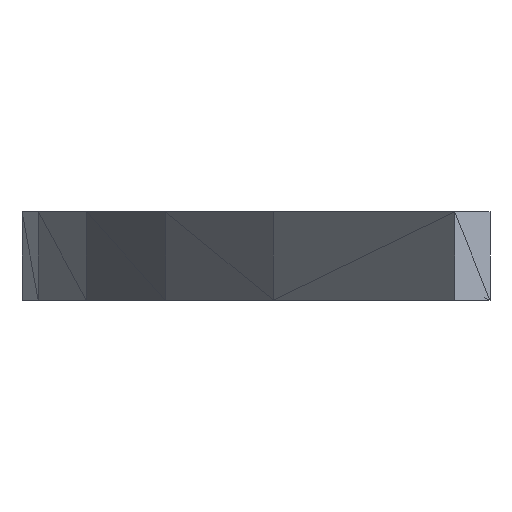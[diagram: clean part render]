
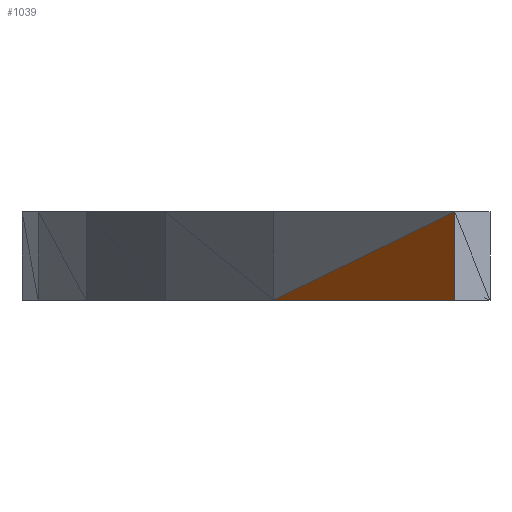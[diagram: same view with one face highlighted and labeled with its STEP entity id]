
A CAD part, left-side view. The second image highlights one B-rep face of the part: STEP entity #1039.
In plain terms, the highlighted planar face has unit normal (-0.595, 0.804, 0).
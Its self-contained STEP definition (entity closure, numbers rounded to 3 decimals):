
#25=FACE_OUTER_BOUND('',#117,.T.);
#117=EDGE_LOOP('',(#691,#692,#693));
#200=LINE('',#1563,#338);
#218=LINE('',#1599,#356);
#219=LINE('',#1601,#357);
#338=VECTOR('',#1238,10.);
#356=VECTOR('',#1274,10.);
#357=VECTOR('',#1277,10.);
#475=VERTEX_POINT('',#1559);
#477=VERTEX_POINT('',#1562);
#486=VERTEX_POINT('',#1597);
#524=EDGE_CURVE('',#477,#475,#200,.T.);
#542=EDGE_CURVE('',#477,#486,#218,.T.);
#543=EDGE_CURVE('',#475,#486,#219,.T.);
#691=ORIENTED_EDGE('',*,*,#543,.T.);
#692=ORIENTED_EDGE('',*,*,#542,.F.);
#693=ORIENTED_EDGE('',*,*,#524,.T.);
#947=PLANE('',#1151);
#1039=ADVANCED_FACE('',(#25),#947,.T.);
#1151=AXIS2_PLACEMENT_3D('',#1600,#1275,#1276);
#1238=DIRECTION('',(0.,0.,1.));
#1274=DIRECTION('',(0.804,0.595,0.));
#1275=DIRECTION('center_axis',(-0.595,0.804,0.));
#1276=DIRECTION('ref_axis',(0.,0.,1.));
#1277=DIRECTION('',(0.772,0.572,-0.278));
#1559=CARTESIAN_POINT('',(-1.77,-0.24,-0.2));
#1562=CARTESIAN_POINT('',(-1.77,-0.24,-0.3));
#1563=CARTESIAN_POINT('',(-1.77,-0.24,-0.3));
#1597=CARTESIAN_POINT('',(-1.493,-0.035,-0.3));
#1599=CARTESIAN_POINT('',(-1.77,-0.24,-0.3));
#1600=CARTESIAN_POINT('Origin',(-1.77,-0.24,-0.3));
#1601=CARTESIAN_POINT('',(-1.77,-0.24,-0.2));
